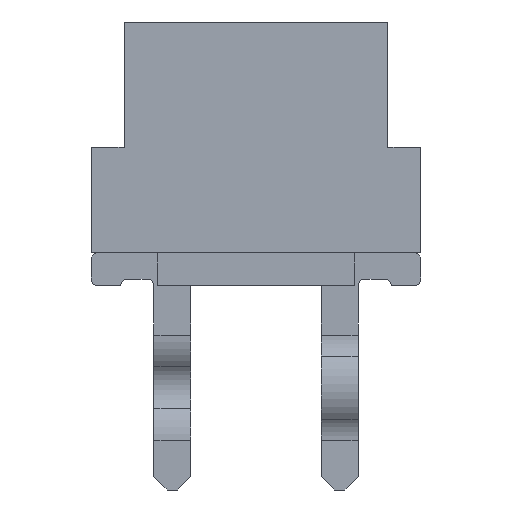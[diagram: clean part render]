
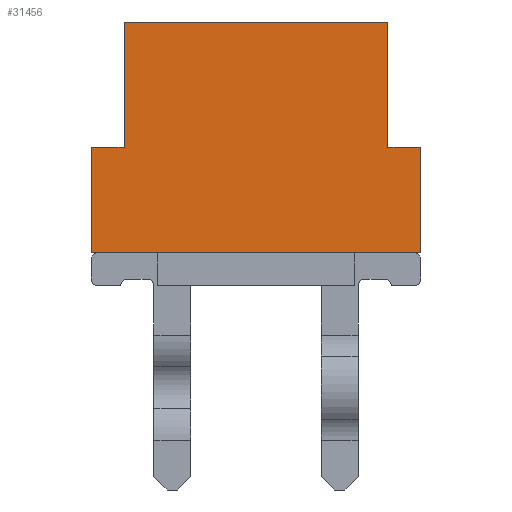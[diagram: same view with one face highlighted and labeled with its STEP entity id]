
A CAD part, front view. The second image highlights one B-rep face of the part: STEP entity #31456.
In plain terms, the highlighted face is planar.
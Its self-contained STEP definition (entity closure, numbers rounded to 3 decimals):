
#3318=ORIENTED_EDGE('',*,*,#8694,.T.);
#3319=ORIENTED_EDGE('',*,*,#9273,.F.);
#3320=ORIENTED_EDGE('',*,*,#9645,.F.);
#3321=ORIENTED_EDGE('',*,*,#9322,.F.);
#3322=ORIENTED_EDGE('',*,*,#9318,.F.);
#3323=ORIENTED_EDGE('',*,*,#9320,.T.);
#3324=ORIENTED_EDGE('',*,*,#9641,.F.);
#3325=ORIENTED_EDGE('',*,*,#9239,.T.);
#8694=EDGE_CURVE('',#12037,#12036,#14160,.T.);
#9239=EDGE_CURVE('',#12457,#12037,#14703,.T.);
#9273=EDGE_CURVE('',#12482,#12036,#14733,.T.);
#9318=EDGE_CURVE('',#12514,#12508,#14772,.T.);
#9320=EDGE_CURVE('',#12514,#12515,#14774,.T.);
#9322=EDGE_CURVE('',#12508,#12516,#14776,.T.);
#9641=EDGE_CURVE('',#12457,#12515,#15091,.T.);
#9645=EDGE_CURVE('',#12516,#12482,#15095,.T.);
#12036=VERTEX_POINT('',#42300);
#12037=VERTEX_POINT('',#42302);
#12457=VERTEX_POINT('',#43405);
#12482=VERTEX_POINT('',#43467);
#12508=VERTEX_POINT('',#43537);
#12514=VERTEX_POINT('',#43551);
#12515=VERTEX_POINT('',#43555);
#12516=VERTEX_POINT('',#43560);
#14160=LINE('',#42301,#16982);
#14703=LINE('',#43404,#17525);
#14733=LINE('',#43468,#17555);
#14772=LINE('',#43552,#17594);
#14774=LINE('',#43556,#17596);
#14776=LINE('',#43559,#17598);
#15091=LINE('',#44133,#17913);
#15095=LINE('',#44140,#17917);
#16982=VECTOR('',#35384,1000.);
#17525=VECTOR('',#36207,1000.);
#17555=VECTOR('',#36253,1000.);
#17594=VECTOR('',#36318,1000.);
#17596=VECTOR('',#36322,1000.);
#17598=VECTOR('',#36326,1000.);
#17913=VECTOR('',#36885,1000.);
#17917=VECTOR('',#36895,1000.);
#19627=EDGE_LOOP('',(#3318,#3319,#3320,#3321,#3322,#3323,#3324,#3325));
#20873=FACE_BOUND('',#19627,.T.);
#22110=PLANE('',#32850);
#31456=ADVANCED_FACE('',(#20873),#22110,.F.);
#32850=AXIS2_PLACEMENT_3D('',#44139,#36893,#36894);
#35384=DIRECTION('',(0.,1.,0.));
#36207=DIRECTION('',(0.,0.,-1.));
#36253=DIRECTION('',(0.,0.,-1.));
#36318=DIRECTION('',(0.,1.,0.));
#36322=DIRECTION('',(0.,0.,-1.));
#36326=DIRECTION('',(0.,0.,-1.));
#36885=DIRECTION('',(0.,1.,0.));
#36893=DIRECTION('',(-1.,0.,0.));
#36894=DIRECTION('',(0.,0.,1.));
#36895=DIRECTION('',(0.,1.,0.));
#42300=CARTESIAN_POINT('',(11.19,2.5,0.));
#42301=CARTESIAN_POINT('',(11.19,-2.5,0.));
#42302=CARTESIAN_POINT('',(11.19,-2.5,0.));
#43404=CARTESIAN_POINT('',(11.19,-2.5,1.6));
#43405=CARTESIAN_POINT('',(11.19,-2.5,1.6));
#43467=CARTESIAN_POINT('',(11.19,2.5,1.6));
#43468=CARTESIAN_POINT('',(11.19,2.5,1.6));
#43537=CARTESIAN_POINT('',(11.19,2.,3.5));
#43551=CARTESIAN_POINT('',(11.19,-2.,3.5));
#43552=CARTESIAN_POINT('',(11.19,-2.,3.5));
#43555=CARTESIAN_POINT('',(11.19,-2.,1.6));
#43556=CARTESIAN_POINT('',(11.19,-2.,3.5));
#43559=CARTESIAN_POINT('',(11.19,2.,3.5));
#43560=CARTESIAN_POINT('',(11.19,2.,1.6));
#44133=CARTESIAN_POINT('',(11.19,-2.5,1.6));
#44139=CARTESIAN_POINT('',(11.19,-2.5,1.6));
#44140=CARTESIAN_POINT('',(11.19,-2.5,1.6));
